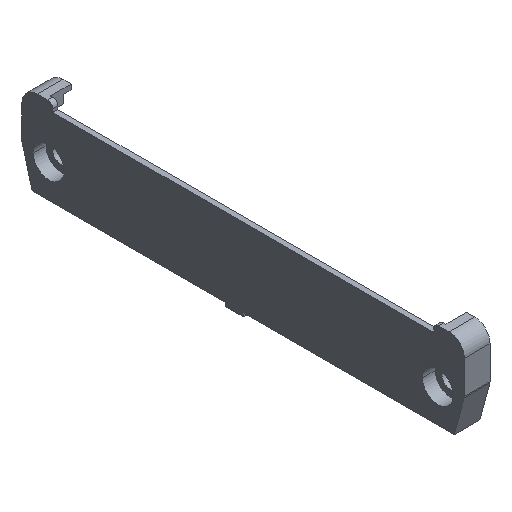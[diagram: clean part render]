
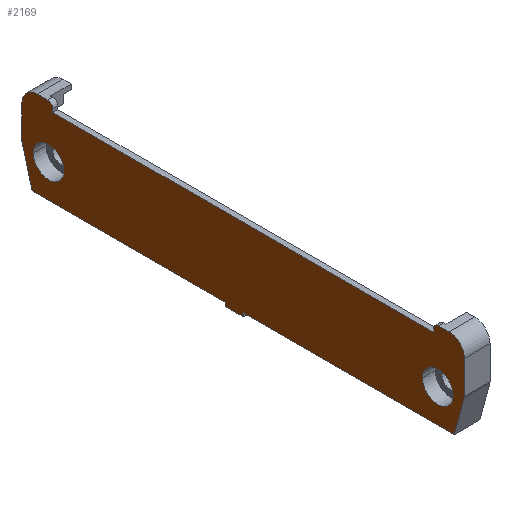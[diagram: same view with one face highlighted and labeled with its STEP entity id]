
A CAD part, isometric view. The second image highlights one B-rep face of the part: STEP entity #2169.
In plain terms, the highlighted planar face has unit normal (-1, 0, 0).
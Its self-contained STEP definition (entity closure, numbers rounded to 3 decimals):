
#39=AXIS2_PLACEMENT_3D('Circle Axis2P3D',#37,#38,$) ;
#82=AXIS2_PLACEMENT_3D('Circle Axis2P3D',#80,#81,$) ;
#195=AXIS2_PLACEMENT_3D('Circle Axis2P3D',#193,#194,$) ;
#252=AXIS2_PLACEMENT_3D('Circle Axis2P3D',#250,#251,$) ;
#645=AXIS2_PLACEMENT_3D('Circle Axis2P3D',#643,#644,$) ;
#709=AXIS2_PLACEMENT_3D('Circle Axis2P3D',#707,#708,$) ;
#727=AXIS2_PLACEMENT_3D('Circle Axis2P3D',#725,#726,$) ;
#763=AXIS2_PLACEMENT_3D('Circle Axis2P3D',#761,#762,$) ;
#2090=AXIS2_PLACEMENT_3D('Plane Axis2P3D',#2087,#2088,#2089) ;
#2101=AXIS2_PLACEMENT_3D('Circle Axis2P3D',#2099,#2100,$) ;
#2129=AXIS2_PLACEMENT_3D('Circle Axis2P3D',#2127,#2128,$) ;
#37=CARTESIAN_POINT('Axis2P3D Location',(0.,5.2,9.4)) ;
#41=CARTESIAN_POINT('Vertex',(0.,8.2,9.4)) ;
#43=CARTESIAN_POINT('Vertex',(0.,2.2,9.4)) ;
#80=CARTESIAN_POINT('Axis2P3D Location',(0.,5.2,9.4)) ;
#190=CARTESIAN_POINT('Vertex',(0.,86.4,16.8)) ;
#193=CARTESIAN_POINT('Axis2P3D Location',(0.,83.4,16.8)) ;
#197=CARTESIAN_POINT('Vertex',(0.,83.4,19.8)) ;
#229=CARTESIAN_POINT('Vertex',(0.,86.4,10.351)) ;
#232=CARTESIAN_POINT('Line Origine',(0.,86.4,13.575)) ;
#250=CARTESIAN_POINT('Axis2P3D Location',(0.,85.5,10.351)) ;
#254=CARTESIAN_POINT('Vertex',(0.,86.369,10.118)) ;
#293=CARTESIAN_POINT('Vertex',(0.,84.435,2.9)) ;
#296=CARTESIAN_POINT('Line Origine',(0.,85.402,6.509)) ;
#314=CARTESIAN_POINT('Line Origine',(0.,65.568,2.9)) ;
#318=CARTESIAN_POINT('Vertex',(0.,46.7,2.9)) ;
#403=CARTESIAN_POINT('Vertex',(0.,46.7,2.239)) ;
#406=CARTESIAN_POINT('Line Origine',(0.,46.7,2.569)) ;
#453=CARTESIAN_POINT('Vertex',(0.,43.2,2.239)) ;
#456=CARTESIAN_POINT('Line Origine',(0.,44.95,2.239)) ;
#494=CARTESIAN_POINT('Vertex',(0.,43.2,2.9)) ;
#497=CARTESIAN_POINT('Line Origine',(0.,43.2,2.569)) ;
#569=CARTESIAN_POINT('Vertex',(0.,1.965,2.9)) ;
#572=CARTESIAN_POINT('Line Origine',(0.,22.582,2.9)) ;
#608=CARTESIAN_POINT('Vertex',(0.,0.031,10.118)) ;
#611=CARTESIAN_POINT('Line Origine',(0.,0.998,6.509)) ;
#640=CARTESIAN_POINT('Vertex',(0.,0.,10.351)) ;
#643=CARTESIAN_POINT('Axis2P3D Location',(0.,0.9,10.351)) ;
#672=CARTESIAN_POINT('Vertex',(0.,0.,16.8)) ;
#675=CARTESIAN_POINT('Line Origine',(0.,0.,13.575)) ;
#704=CARTESIAN_POINT('Vertex',(0.,3.,19.8)) ;
#707=CARTESIAN_POINT('Axis2P3D Location',(0.,3.,16.8)) ;
#725=CARTESIAN_POINT('Axis2P3D Location',(0.,81.2,9.4)) ;
#729=CARTESIAN_POINT('Vertex',(0.,84.2,9.4)) ;
#731=CARTESIAN_POINT('Vertex',(0.,78.2,9.4)) ;
#761=CARTESIAN_POINT('Axis2P3D Location',(0.,81.2,9.4)) ;
#2087=CARTESIAN_POINT('Axis2P3D Location',(0.,43.2,2.239)) ;
#2092=CARTESIAN_POINT('Line Origine',(0.,4.,19.8)) ;
#2096=CARTESIAN_POINT('Vertex',(0.,5.,19.8)) ;
#2099=CARTESIAN_POINT('Axis2P3D Location',(0.,5.,18.8)) ;
#2103=CARTESIAN_POINT('Vertex',(0.,6.,18.8)) ;
#2106=CARTESIAN_POINT('Line Origine',(0.,6.,18.5)) ;
#2110=CARTESIAN_POINT('Vertex',(0.,6.,18.2)) ;
#2113=CARTESIAN_POINT('Line Origine',(0.,43.2,18.2)) ;
#2117=CARTESIAN_POINT('Vertex',(0.,80.4,18.2)) ;
#2120=CARTESIAN_POINT('Line Origine',(0.,80.4,18.5)) ;
#2124=CARTESIAN_POINT('Vertex',(0.,80.4,18.8)) ;
#2127=CARTESIAN_POINT('Axis2P3D Location',(0.,81.4,18.8)) ;
#2131=CARTESIAN_POINT('Vertex',(0.,81.4,19.8)) ;
#2134=CARTESIAN_POINT('Line Origine',(0.,82.4,19.8)) ;
#38=DIRECTION('Axis2P3D Direction',(1.,0.,0.)) ;
#81=DIRECTION('Axis2P3D Direction',(1.,0.,0.)) ;
#194=DIRECTION('Axis2P3D Direction',(-1.,0.,0.)) ;
#233=DIRECTION('Vector Direction',(0.,0.,1.)) ;
#251=DIRECTION('Axis2P3D Direction',(1.,0.,0.)) ;
#297=DIRECTION('Vector Direction',(0.,0.259,0.966)) ;
#315=DIRECTION('Vector Direction',(0.,1.,0.)) ;
#407=DIRECTION('Vector Direction',(0.,0.,-1.)) ;
#457=DIRECTION('Vector Direction',(0.,1.,0.)) ;
#498=DIRECTION('Vector Direction',(0.,0.,-1.)) ;
#573=DIRECTION('Vector Direction',(0.,1.,0.)) ;
#612=DIRECTION('Vector Direction',(0.,0.259,-0.966)) ;
#644=DIRECTION('Axis2P3D Direction',(1.,0.,0.)) ;
#676=DIRECTION('Vector Direction',(0.,0.,1.)) ;
#708=DIRECTION('Axis2P3D Direction',(-1.,0.,0.)) ;
#726=DIRECTION('Axis2P3D Direction',(-1.,0.,0.)) ;
#762=DIRECTION('Axis2P3D Direction',(-1.,0.,0.)) ;
#2088=DIRECTION('Axis2P3D Direction',(-1.,0.,0.)) ;
#2089=DIRECTION('Axis2P3D XDirection',(0.,-1.,0.)) ;
#2093=DIRECTION('Vector Direction',(0.,1.,0.)) ;
#2100=DIRECTION('Axis2P3D Direction',(-1.,0.,0.)) ;
#2107=DIRECTION('Vector Direction',(0.,0.,-1.)) ;
#2114=DIRECTION('Vector Direction',(0.,1.,0.)) ;
#2121=DIRECTION('Vector Direction',(0.,0.,1.)) ;
#2128=DIRECTION('Axis2P3D Direction',(-1.,0.,0.)) ;
#2135=DIRECTION('Vector Direction',(0.,1.,0.)) ;
#234=VECTOR('Line Direction',#233,1.) ;
#298=VECTOR('Line Direction',#297,1.) ;
#316=VECTOR('Line Direction',#315,1.) ;
#408=VECTOR('Line Direction',#407,1.) ;
#458=VECTOR('Line Direction',#457,1.) ;
#499=VECTOR('Line Direction',#498,1.) ;
#574=VECTOR('Line Direction',#573,1.) ;
#613=VECTOR('Line Direction',#612,1.) ;
#677=VECTOR('Line Direction',#676,1.) ;
#2094=VECTOR('Line Direction',#2093,1.) ;
#2108=VECTOR('Line Direction',#2107,1.) ;
#2115=VECTOR('Line Direction',#2114,1.) ;
#2122=VECTOR('Line Direction',#2121,1.) ;
#2136=VECTOR('Line Direction',#2135,1.) ;
#2140=ORIENTED_EDGE('',*,*,#199,.T.) ;
#2141=ORIENTED_EDGE('',*,*,#236,.F.) ;
#2142=ORIENTED_EDGE('',*,*,#256,.T.) ;
#2143=ORIENTED_EDGE('',*,*,#300,.F.) ;
#2144=ORIENTED_EDGE('',*,*,#320,.F.) ;
#2145=ORIENTED_EDGE('',*,*,#410,.F.) ;
#2146=ORIENTED_EDGE('',*,*,#460,.F.) ;
#2147=ORIENTED_EDGE('',*,*,#501,.F.) ;
#2148=ORIENTED_EDGE('',*,*,#576,.F.) ;
#2149=ORIENTED_EDGE('',*,*,#615,.F.) ;
#2150=ORIENTED_EDGE('',*,*,#647,.T.) ;
#2151=ORIENTED_EDGE('',*,*,#679,.T.) ;
#2152=ORIENTED_EDGE('',*,*,#711,.T.) ;
#2153=ORIENTED_EDGE('',*,*,#2098,.T.) ;
#2154=ORIENTED_EDGE('',*,*,#2105,.T.) ;
#2155=ORIENTED_EDGE('',*,*,#2112,.T.) ;
#2156=ORIENTED_EDGE('',*,*,#2119,.T.) ;
#2157=ORIENTED_EDGE('',*,*,#2126,.T.) ;
#2158=ORIENTED_EDGE('',*,*,#2133,.T.) ;
#2159=ORIENTED_EDGE('',*,*,#2138,.T.) ;
#2162=ORIENTED_EDGE('',*,*,#733,.F.) ;
#2163=ORIENTED_EDGE('',*,*,#765,.F.) ;
#2166=ORIENTED_EDGE('',*,*,#45,.T.) ;
#2167=ORIENTED_EDGE('',*,*,#84,.T.) ;
#2164=FACE_BOUND('',#2161,.T.) ;
#2168=FACE_BOUND('',#2165,.T.) ;
#2169=ADVANCED_FACE('ABSCHLUSSPLATTE',(#2160,#2164,#2168),#2091,.T.) ;
#40=CIRCLE('generated circle',#39,3.) ;
#83=CIRCLE('generated circle',#82,3.) ;
#196=CIRCLE('generated circle',#195,3.) ;
#253=CIRCLE('generated circle',#252,0.9) ;
#646=CIRCLE('generated circle',#645,0.9) ;
#710=CIRCLE('generated circle',#709,3.) ;
#728=CIRCLE('generated circle',#727,3.) ;
#764=CIRCLE('generated circle',#763,3.) ;
#2102=CIRCLE('generated circle',#2101,1.) ;
#2130=CIRCLE('generated circle',#2129,1.) ;
#45=EDGE_CURVE('',#42,#44,#40,.T.) ;
#84=EDGE_CURVE('',#44,#42,#83,.T.) ;
#199=EDGE_CURVE('',#198,#191,#196,.T.) ;
#236=EDGE_CURVE('',#230,#191,#235,.T.) ;
#256=EDGE_CURVE('',#230,#255,#253,.F.) ;
#300=EDGE_CURVE('',#294,#255,#299,.T.) ;
#320=EDGE_CURVE('',#319,#294,#317,.T.) ;
#410=EDGE_CURVE('',#404,#319,#409,.F.) ;
#460=EDGE_CURVE('',#454,#404,#459,.T.) ;
#501=EDGE_CURVE('',#495,#454,#500,.T.) ;
#576=EDGE_CURVE('',#570,#495,#575,.T.) ;
#615=EDGE_CURVE('',#609,#570,#614,.T.) ;
#647=EDGE_CURVE('',#609,#641,#646,.F.) ;
#679=EDGE_CURVE('',#641,#673,#678,.T.) ;
#711=EDGE_CURVE('',#673,#705,#710,.T.) ;
#733=EDGE_CURVE('',#730,#732,#728,.T.) ;
#765=EDGE_CURVE('',#732,#730,#764,.T.) ;
#2098=EDGE_CURVE('',#705,#2097,#2095,.T.) ;
#2105=EDGE_CURVE('',#2097,#2104,#2102,.T.) ;
#2112=EDGE_CURVE('',#2104,#2111,#2109,.T.) ;
#2119=EDGE_CURVE('',#2111,#2118,#2116,.T.) ;
#2126=EDGE_CURVE('',#2118,#2125,#2123,.T.) ;
#2133=EDGE_CURVE('',#2125,#2132,#2130,.T.) ;
#2138=EDGE_CURVE('',#2132,#198,#2137,.T.) ;
#2139=EDGE_LOOP('',(#2140,#2141,#2142,#2143,#2144,#2145,#2146,#2147,#2148,#2149,#2150,#2151,#2152,#2153,#2154,#2155,#2156,#2157,#2158,#2159)) ;
#2161=EDGE_LOOP('',(#2162,#2163)) ;
#2165=EDGE_LOOP('',(#2166,#2167)) ;
#2160=FACE_OUTER_BOUND('',#2139,.T.) ;
#235=LINE('Line',#232,#234) ;
#299=LINE('Line',#296,#298) ;
#317=LINE('Line',#314,#316) ;
#409=LINE('Line',#406,#408) ;
#459=LINE('Line',#456,#458) ;
#500=LINE('Line',#497,#499) ;
#575=LINE('Line',#572,#574) ;
#614=LINE('Line',#611,#613) ;
#678=LINE('Line',#675,#677) ;
#2095=LINE('Line',#2092,#2094) ;
#2109=LINE('Line',#2106,#2108) ;
#2116=LINE('Line',#2113,#2115) ;
#2123=LINE('Line',#2120,#2122) ;
#2137=LINE('Line',#2134,#2136) ;
#2091=PLANE('',#2090) ;
#42=VERTEX_POINT('',#41) ;
#44=VERTEX_POINT('',#43) ;
#191=VERTEX_POINT('',#190) ;
#198=VERTEX_POINT('',#197) ;
#230=VERTEX_POINT('',#229) ;
#255=VERTEX_POINT('',#254) ;
#294=VERTEX_POINT('',#293) ;
#319=VERTEX_POINT('',#318) ;
#404=VERTEX_POINT('',#403) ;
#454=VERTEX_POINT('',#453) ;
#495=VERTEX_POINT('',#494) ;
#570=VERTEX_POINT('',#569) ;
#609=VERTEX_POINT('',#608) ;
#641=VERTEX_POINT('',#640) ;
#673=VERTEX_POINT('',#672) ;
#705=VERTEX_POINT('',#704) ;
#730=VERTEX_POINT('',#729) ;
#732=VERTEX_POINT('',#731) ;
#2097=VERTEX_POINT('',#2096) ;
#2104=VERTEX_POINT('',#2103) ;
#2111=VERTEX_POINT('',#2110) ;
#2118=VERTEX_POINT('',#2117) ;
#2125=VERTEX_POINT('',#2124) ;
#2132=VERTEX_POINT('',#2131) ;
